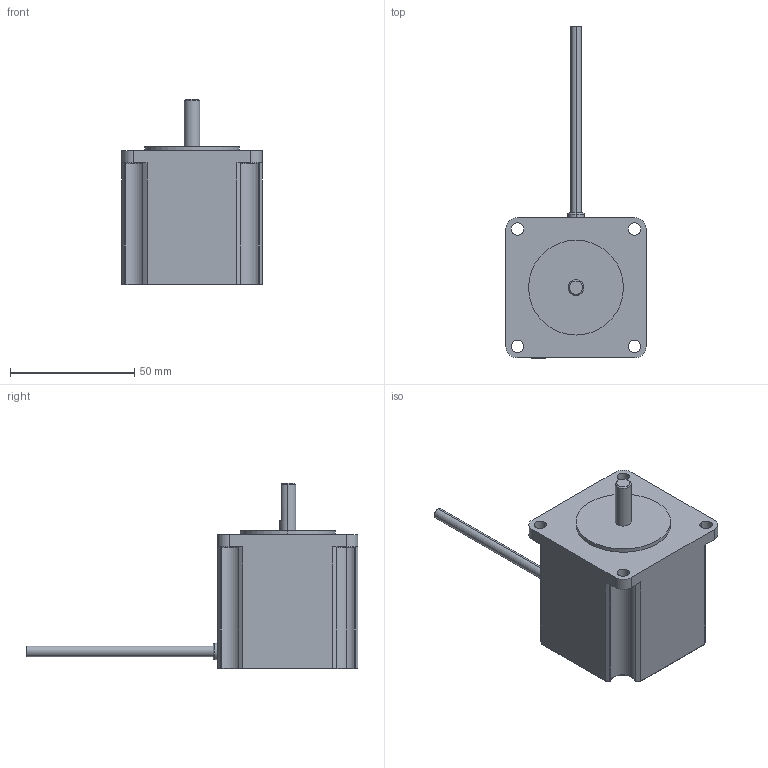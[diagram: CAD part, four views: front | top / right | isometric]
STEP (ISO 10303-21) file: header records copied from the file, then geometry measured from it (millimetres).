
FILE_DESCRIPTION (( 'STEP AP214' ), '1' );
FILE_NAME ('STP-MTRAC-23055 from HT23-553-CAA r1.STEP', '2019-08-20T16:05:40', ( '' ), ( '' ), 'SwSTEP 2.0', 'SolidWorks 2017', '' );
FILE_SCHEMA (( 'AUTOMOTIVE_DESIGN' ));
Length unit declared in the file: millimetre
Products named in the file (1): STP-MTRAC-23055 from  HT23-553-CAA r1
Bounding box: 56.4 x 133.5 x 74.65 mm (x, y, z)
Volume: 158771.3 mm3; surface area: 19986.6 mm2
Topology: 1 solids, 1 shells, 125 faces, 325 edges, 202 vertices
Faces by surface type: cylinder 48, torus 25, bspline 23, plane 16, sphere 10, cone 3
Entity records: 7212 total; most frequent: CARTESIAN_POINT 4250, ORIENTED_EDGE 636, DIRECTION 598, EDGE_CURVE 318, AXIS2_PLACEMENT_3D 260, VERTEX_POINT 199, CIRCLE 157, EDGE_LOOP 137
